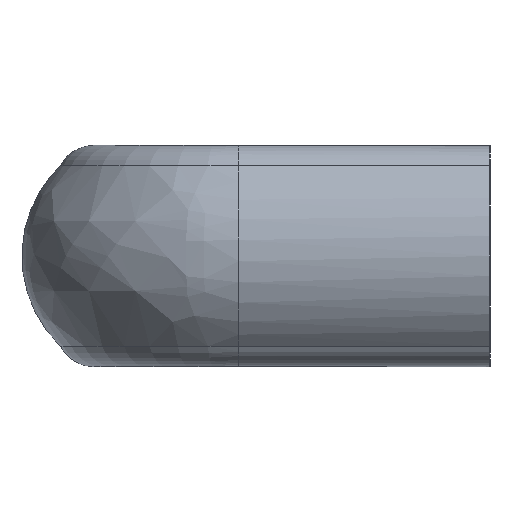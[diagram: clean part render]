
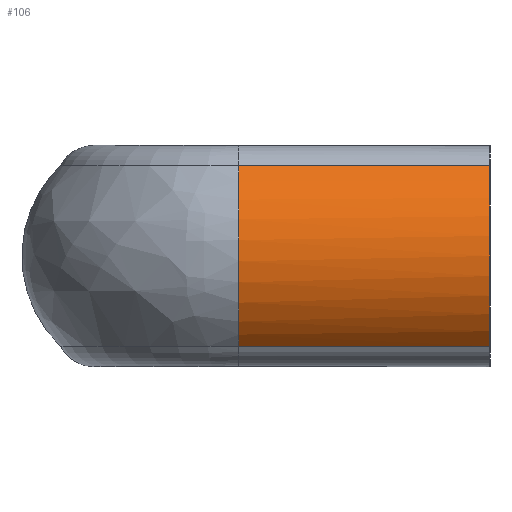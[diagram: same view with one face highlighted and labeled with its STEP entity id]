
A CAD part, left-side view. The second image highlights one B-rep face of the part: STEP entity #106.
In plain terms, the highlighted cylindrical face has radius 14.709 mm (diameter 29.418 mm), a partial arc.
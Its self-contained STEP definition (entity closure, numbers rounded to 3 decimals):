
#106 = ADVANCED_FACE( '', ( #214 ), #215, .T. );
#214 = FACE_OUTER_BOUND( '', #357, .T. );
#215 = CYLINDRICAL_SURFACE( '', #358, 14.709 );
#357 = EDGE_LOOP( '', ( #561, #562, #563, #564 ) );
#358 = AXIS2_PLACEMENT_3D( '', #565, #566, #567 );
#561 = ORIENTED_EDGE( '', *, *, #646, .T. );
#562 = ORIENTED_EDGE( '', *, *, #612, .F. );
#563 = ORIENTED_EDGE( '', *, *, #575, .F. );
#564 = ORIENTED_EDGE( '', *, *, #596, .T. );
#565 = CARTESIAN_POINT( '', ( 14.71, 0., 0. ) );
#566 = DIRECTION( '', ( 0., -1., 0. ) );
#567 = DIRECTION( '', ( 0., 0., 1. ) );
#575 = EDGE_CURVE( '', #660, #661, #662, .T. );
#596 = EDGE_CURVE( '', #660, #692, #694, .T. );
#612 = EDGE_CURVE( '', #661, #672, #716, .T. );
#646 = EDGE_CURVE( '', #692, #672, #754, .T. );
#660 = VERTEX_POINT( '', #788 );
#661 = VERTEX_POINT( '', #789 );
#662 = CIRCLE( '', #790, 14.709 );
#672 = VERTEX_POINT( '', #800 );
#692 = VERTEX_POINT( '', #873 );
#694 = LINE( '', #884, #885 );
#716 = LINE( '', #938, #939 );
#754 = B_SPLINE_CURVE_WITH_KNOTS( '', 3, ( #1065, #1066, #1067, #1068, #1069, #1070, #1071, #1072, #1073, #1074, #1075, #1076, #1077, #1078, #1079, #1080, #1081, #1082 ), .UNSPECIFIED., .F., .F., ( 4, 2, 2, 2, 2, 2, 2, 2, 4 ), ( 0., 0.125, 0.25, 0.375, 0.5, 0.625, 0.75, 0.875, 1. ), .UNSPECIFIED. );
#788 = CARTESIAN_POINT( '', ( 4.529, 0., 10.616 ) );
#789 = CARTESIAN_POINT( '', ( 4.529, 0., -10.616 ) );
#790 = AXIS2_PLACEMENT_3D( '', #1089, #1090, #1091 );
#800 = CARTESIAN_POINT( '', ( 4.529, 29.5, -10.617 ) );
#873 = CARTESIAN_POINT( '', ( 4.529, 29.5, 10.616 ) );
#884 = CARTESIAN_POINT( '', ( 4.529, 0., 10.616 ) );
#885 = VECTOR( '', #1117, 1000. );
#938 = CARTESIAN_POINT( '', ( 4.529, 0., -10.616 ) );
#939 = VECTOR( '', #1135, 1000. );
#1065 = CARTESIAN_POINT( '', ( 4.529, 29.5, 10.616 ) );
#1066 = CARTESIAN_POINT( '', ( 3.816, 29.5, 9.932 ) );
#1067 = CARTESIAN_POINT( '', ( 3.172, 29.5, 9.176 ) );
#1068 = CARTESIAN_POINT( '', ( 2.048, 29.5, 7.55 ) );
#1069 = CARTESIAN_POINT( '', ( 1.568, 29.5, 6.68 ) );
#1070 = CARTESIAN_POINT( '', ( 0.793, 29.5, 4.862 ) );
#1071 = CARTESIAN_POINT( '', ( 0.497, 29.5, 3.913 ) );
#1072 = CARTESIAN_POINT( '', ( 0.101, 29.5, 1.977 ) );
#1073 = CARTESIAN_POINT( '', ( 0.001, 29.5, 0.988 ) );
#1074 = CARTESIAN_POINT( '', ( 0.001, 29.5, -0.988 ) );
#1075 = CARTESIAN_POINT( '', ( 0.101, 29.5, -1.977 ) );
#1076 = CARTESIAN_POINT( '', ( 0.497, 29.5, -3.913 ) );
#1077 = CARTESIAN_POINT( '', ( 0.793, 29.5, -4.862 ) );
#1078 = CARTESIAN_POINT( '', ( 1.568, 29.5, -6.68 ) );
#1079 = CARTESIAN_POINT( '', ( 2.048, 29.5, -7.55 ) );
#1080 = CARTESIAN_POINT( '', ( 3.172, 29.5, -9.176 ) );
#1081 = CARTESIAN_POINT( '', ( 3.816, 29.5, -9.932 ) );
#1082 = CARTESIAN_POINT( '', ( 4.529, 29.5, -10.616 ) );
#1089 = CARTESIAN_POINT( '', ( 14.71, 0., 0. ) );
#1090 = DIRECTION( '', ( 0., -1., 0. ) );
#1091 = DIRECTION( '', ( 0., 0., 1. ) );
#1117 = DIRECTION( '', ( 0., 1., 0. ) );
#1135 = DIRECTION( '', ( 0., 1., 0. ) );
